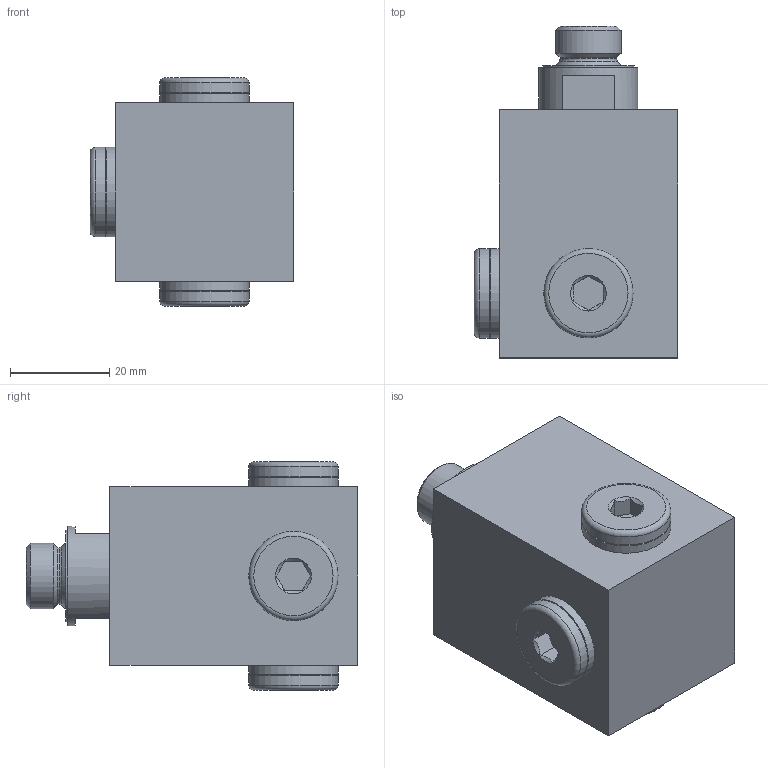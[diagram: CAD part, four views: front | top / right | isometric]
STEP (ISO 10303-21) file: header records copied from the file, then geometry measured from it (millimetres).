
FILE_DESCRIPTION(/* description */ ('STEP AP214'),/* implementation_level */ '2;1');
FILE_NAME(/* name */ '2094_GF-1_4',/* time_stamp */ '2024-08-28T20:18:45+02:00',/* author */ ('License CC BY-ND 4.0'),/* organization */ ('CADENAS'),/* preprocessor_version */ 'ST-DEVELOPER v19.3',/* originating_system */ 'PARTsolutions',/* authorisation */ ' ');
FILE_SCHEMA (('AUTOMOTIVE_DESIGN {1 0 10303 214 3 1 1}'));
Length unit declared in the file: millimetre
Products named in the file (1): 2094 GF-1/4
Bounding box: 41 x 66.9 x 46 mm (x, y, z)
Volume: 61473.3 mm3; surface area: 15927.9 mm2
Topology: 1 solids, 1 shells, 90 faces, 203 edges, 132 vertices
Faces by surface type: plane 53, cylinder 23, cone 10, torus 4
Full cylindrical faces by diameter (mm): 8 x1, 11.445 x5, 12.2 x1, 13.157 x1, 17 x3, 18 x6, 18.5 x1, 20 x1, 30 x1
Entity records: 2370 total; most frequent: CARTESIAN_POINT 532, DIRECTION 368, ORIENTED_EDGE 316, EDGE_CURVE 158, AXIS2_PLACEMENT_3D 151, EDGE_LOOP 143, FACE_BOUND 143, VERTEX_POINT 121
